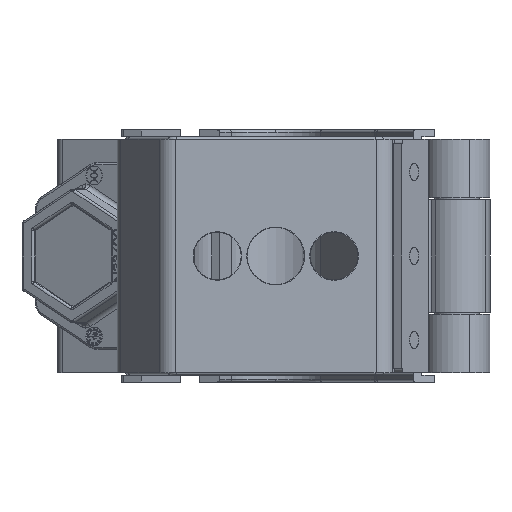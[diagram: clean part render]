
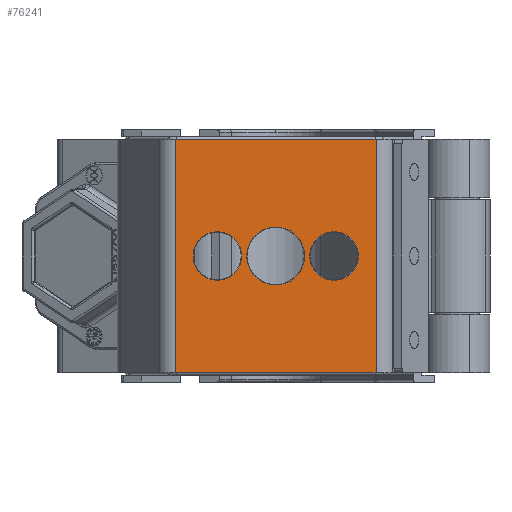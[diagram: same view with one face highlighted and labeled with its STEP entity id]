
A CAD part, front view. The second image highlights one B-rep face of the part: STEP entity #76241.
In plain terms, the highlighted planar face has unit normal (0, -1, 0).
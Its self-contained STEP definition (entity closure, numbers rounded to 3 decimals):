
#892 = CARTESIAN_POINT ( 'NONE',  ( -12.5, -17., 0. ) ) ;
#1415 = AXIS2_PLACEMENT_3D ( 'NONE', #88148, #104294, #80618 ) ;
#2513 = VERTEX_POINT ( 'NONE', #38660 ) ;
#2685 = EDGE_LOOP ( 'NONE', ( #58084, #51759 ) ) ;
#2799 = FACE_OUTER_BOUND ( 'NONE', #41429, .T. ) ;
#3139 = CIRCLE ( 'NONE', #1415, 5.2 ) ;
#4186 = ORIENTED_EDGE ( 'NONE', *, *, #42404, .F. ) ;
#5137 = DIRECTION ( 'NONE',  ( 1., 0., 0. ) ) ;
#6936 = VECTOR ( 'NONE', #78186, 1000. ) ;
#8274 = CARTESIAN_POINT ( 'NONE',  ( 7.3, -17., 0. ) ) ;
#8384 = CIRCLE ( 'NONE', #64109, 6.2 ) ;
#9808 = DIRECTION ( 'NONE',  ( 1., 0., 0. ) ) ;
#13908 = EDGE_CURVE ( 'NONE', #2513, #48629, #91792, .T. ) ;
#14409 = DIRECTION ( 'NONE',  ( 1., 0., 0. ) ) ;
#15506 = AXIS2_PLACEMENT_3D ( 'NONE', #84178, #76674, #27694 ) ;
#20515 = CARTESIAN_POINT ( 'NONE',  ( -7.3, -17., 0. ) ) ;
#21008 = CARTESIAN_POINT ( 'NONE',  ( 22.625, -17., -25. ) ) ;
#21354 = CIRCLE ( 'NONE', #39507, 5.2 ) ;
#22972 = DIRECTION ( 'NONE',  ( 0., -1., 0. ) ) ;
#23425 = DIRECTION ( 'NONE',  ( -1., 0., 0. ) ) ;
#24629 = FACE_BOUND ( 'NONE', #87194, .T. ) ;
#26760 = LINE ( 'NONE', #71718, #62571 ) ;
#27694 = DIRECTION ( 'NONE',  ( 1., 0., 0. ) ) ;
#27831 = VECTOR ( 'NONE', #62528, 1000. ) ;
#28684 = VERTEX_POINT ( 'NONE', #20515 ) ;
#29105 = VERTEX_POINT ( 'NONE', #89520 ) ;
#30782 = VERTEX_POINT ( 'NONE', #102771 ) ;
#30846 = CARTESIAN_POINT ( 'NONE',  ( -21.493, -17., 25. ) ) ;
#31639 = EDGE_CURVE ( 'NONE', #28684, #42671, #81500, .T. ) ;
#33153 = EDGE_CURVE ( 'NONE', #29105, #58604, #98748, .T. ) ;
#33549 = FACE_BOUND ( 'NONE', #2685, .T. ) ;
#35150 = LINE ( 'NONE', #21008, #6936 ) ;
#37340 = VERTEX_POINT ( 'NONE', #30846 ) ;
#38660 = CARTESIAN_POINT ( 'NONE',  ( 21.493, -17., 25. ) ) ;
#39507 = AXIS2_PLACEMENT_3D ( 'NONE', #892, #59536, #9808 ) ;
#39560 = VERTEX_POINT ( 'NONE', #87948 ) ;
#40130 = DIRECTION ( 'NONE',  ( 1., 0., 0. ) ) ;
#41429 = EDGE_LOOP ( 'NONE', ( #84231, #99443, #54478, #57886 ) ) ;
#41854 = EDGE_CURVE ( 'NONE', #37340, #30782, #76456, .T. ) ;
#42404 = EDGE_CURVE ( 'NONE', #101211, #39560, #8384, .T. ) ;
#42671 = VERTEX_POINT ( 'NONE', #100560 ) ;
#44191 = DIRECTION ( 'NONE',  ( 0., -1., 0. ) ) ;
#47072 = CARTESIAN_POINT ( 'NONE',  ( -6.2, -17., 0. ) ) ;
#48629 = VERTEX_POINT ( 'NONE', #105062 ) ;
#51759 = ORIENTED_EDGE ( 'NONE', *, *, #53492, .F. ) ;
#53492 = EDGE_CURVE ( 'NONE', #42671, #28684, #21354, .T. ) ;
#53755 = DIRECTION ( 'NONE',  ( 1., 0., 0. ) ) ;
#54478 = ORIENTED_EDGE ( 'NONE', *, *, #71213, .T. ) ;
#54877 = DIRECTION ( 'NONE',  ( 0., -1., 0. ) ) ;
#55339 = EDGE_LOOP ( 'NONE', ( #61908, #4186 ) ) ;
#57886 = ORIENTED_EDGE ( 'NONE', *, *, #41854, .T. ) ;
#58084 = ORIENTED_EDGE ( 'NONE', *, *, #31639, .F. ) ;
#58604 = VERTEX_POINT ( 'NONE', #8274 ) ;
#59536 = DIRECTION ( 'NONE',  ( 0., -1., 0. ) ) ;
#61908 = ORIENTED_EDGE ( 'NONE', *, *, #73899, .F. ) ;
#62528 = DIRECTION ( 'NONE',  ( 0., 0., -1. ) ) ;
#62571 = VECTOR ( 'NONE', #23425, 1000. ) ;
#64109 = AXIS2_PLACEMENT_3D ( 'NONE', #86692, #54877, #5137 ) ;
#67735 = CIRCLE ( 'NONE', #74714, 6.2 ) ;
#67929 = EDGE_CURVE ( 'NONE', #58604, #29105, #3139, .T. ) ;
#69529 = CARTESIAN_POINT ( 'NONE',  ( 12.5, -17., 0. ) ) ;
#71001 = AXIS2_PLACEMENT_3D ( 'NONE', #104213, #78432, #14409 ) ;
#71089 = DIRECTION ( 'NONE',  ( 0., 0., -1. ) ) ;
#71213 = EDGE_CURVE ( 'NONE', #2513, #37340, #26760, .T. ) ;
#71718 = CARTESIAN_POINT ( 'NONE',  ( 22.625, -17., 25. ) ) ;
#73863 = ORIENTED_EDGE ( 'NONE', *, *, #67929, .F. ) ;
#73899 = EDGE_CURVE ( 'NONE', #39560, #101211, #67735, .T. ) ;
#74714 = AXIS2_PLACEMENT_3D ( 'NONE', #96223, #22972, #40130 ) ;
#74907 = ORIENTED_EDGE ( 'NONE', *, *, #33153, .F. ) ;
#76241 = ADVANCED_FACE ( 'NONE', ( #33549, #24629, #105188, #2799 ), #103855, .T. ) ;
#76456 = LINE ( 'NONE', #86475, #27831 ) ;
#76674 = DIRECTION ( 'NONE',  ( 0., -1., 0. ) ) ;
#78186 = DIRECTION ( 'NONE',  ( -1., 0., 0. ) ) ;
#78432 = DIRECTION ( 'NONE',  ( 0., -1., 0. ) ) ;
#80369 = CARTESIAN_POINT ( 'NONE',  ( 21.493, -17., 25. ) ) ;
#80618 = DIRECTION ( 'NONE',  ( 1., 0., 0. ) ) ;
#81500 = CIRCLE ( 'NONE', #15506, 5.2 ) ;
#84178 = CARTESIAN_POINT ( 'NONE',  ( -12.5, -17., 0. ) ) ;
#84231 = ORIENTED_EDGE ( 'NONE', *, *, #101143, .F. ) ;
#86475 = CARTESIAN_POINT ( 'NONE',  ( -21.493, -17., 25. ) ) ;
#86692 = CARTESIAN_POINT ( 'NONE',  ( 0., -17., 0. ) ) ;
#87194 = EDGE_LOOP ( 'NONE', ( #74907, #73863 ) ) ;
#87948 = CARTESIAN_POINT ( 'NONE',  ( 6.2, -17., 0. ) ) ;
#88148 = CARTESIAN_POINT ( 'NONE',  ( 12.5, -17., 0. ) ) ;
#89520 = CARTESIAN_POINT ( 'NONE',  ( 17.7, -17., 0. ) ) ;
#91792 = LINE ( 'NONE', #80369, #103291 ) ;
#94426 = AXIS2_PLACEMENT_3D ( 'NONE', #69529, #44191, #53755 ) ;
#96223 = CARTESIAN_POINT ( 'NONE',  ( 0., -17., 0. ) ) ;
#98748 = CIRCLE ( 'NONE', #94426, 5.2 ) ;
#99443 = ORIENTED_EDGE ( 'NONE', *, *, #13908, .F. ) ;
#100560 = CARTESIAN_POINT ( 'NONE',  ( -17.7, -17., 0. ) ) ;
#101143 = EDGE_CURVE ( 'NONE', #48629, #30782, #35150, .T. ) ;
#101211 = VERTEX_POINT ( 'NONE', #47072 ) ;
#102771 = CARTESIAN_POINT ( 'NONE',  ( -21.493, -17., -25. ) ) ;
#103291 = VECTOR ( 'NONE', #71089, 1000. ) ;
#103855 = PLANE ( 'NONE',  #71001 ) ;
#104213 = CARTESIAN_POINT ( 'NONE',  ( 22.625, -17., 25. ) ) ;
#104294 = DIRECTION ( 'NONE',  ( 0., -1., 0. ) ) ;
#105062 = CARTESIAN_POINT ( 'NONE',  ( 21.493, -17., -25. ) ) ;
#105188 = FACE_BOUND ( 'NONE', #55339, .T. ) ;
